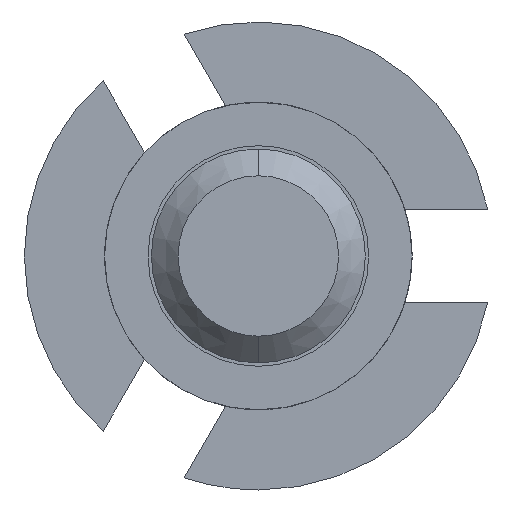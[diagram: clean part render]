
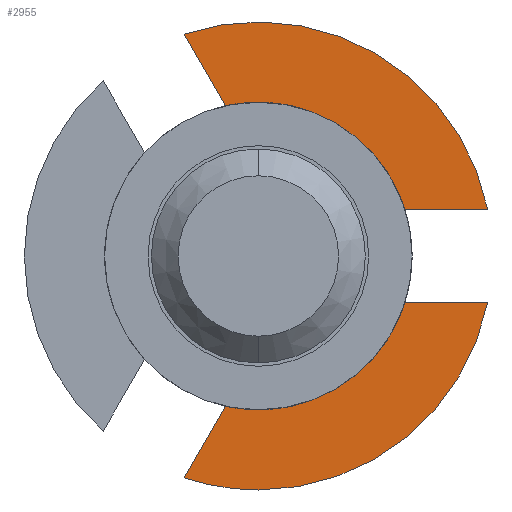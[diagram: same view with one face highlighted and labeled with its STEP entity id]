
A CAD part, front view. The second image highlights one B-rep face of the part: STEP entity #2955.
In plain terms, the highlighted planar face has unit normal (0, -1, 0).
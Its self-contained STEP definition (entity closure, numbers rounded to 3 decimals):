
#22 = CARTESIAN_POINT ( 'NONE',  ( 0., 5.5, 0. ) ) ;
#70 = VERTEX_POINT ( 'NONE', #952 ) ;
#132 = EDGE_CURVE ( 'Defeature ausgef�hrt4_43+Defeature ausgef�hrt4_40+Defeature ausgef�hrt4_42+Defeature ausgef�hrt4_39', #1413, #1514, #466, .T. ) ;
#215 = CIRCLE ( 'NONE', #3605, 1.75 ) ;
#284 = DIRECTION ( 'NONE',  ( 0.492, 0., -0.87 ) ) ;
#328 = DIRECTION ( 'NONE',  ( 1., 0., 0. ) ) ;
#336 = DIRECTION ( 'NONE',  ( 1., 0., 0. ) ) ;
#398 = LINE ( 'NONE', #4399, #1213 ) ;
#424 = EDGE_CURVE ( 'Defeature ausgef�hrt4_32+Defeature ausgef�hrt4_40+Defeature ausgef�hrt4_31+Defeature ausgef�hrt4_33', #4254, #2039, #1174, .T. ) ;
#449 = EDGE_CURVE ( 'Defeature ausgef�hrt4_35+Defeature ausgef�hrt4_40+Defeature ausgef�hrt4_33+Defeature ausgef�hrt4_41', #70, #862, #1946, .T. ) ;
#466 = LINE ( 'NONE', #3889, #3034 ) ;
#506 = EDGE_CURVE ( 'Defeature ausgef�hrt4_41+Defeature ausgef�hrt4_40+Defeature ausgef�hrt4_35+Defeature ausgef�hrt4_42', #862, #1602, #2609, .T. ) ;
#567 = EDGE_CURVE ( 'Defeature ausgef�hrt4_38+Defeature ausgef�hrt4_40+Defeature ausgef�hrt4_39+Defeature ausgef�hrt4_29', #4164, #1760, #1835, .T. ) ;
#675 = PLANE ( 'NONE',  #3004 ) ;
#687 = EDGE_CURVE ( 'Defeature ausgef�hrt4_40+Defeature ausgef�hrt4_29+Defeature ausgef�hrt4_30+Defeature ausgef�hrt4_38', #3153, #1760, #215, .T. ) ;
#730 = CARTESIAN_POINT ( 'NONE',  ( 0., 5.5, 0. ) ) ;
#753 = CARTESIAN_POINT ( 'NONE',  ( 0., 5.5, 1.078 ) ) ;
#770 = DIRECTION ( 'NONE',  ( 0., 0., -1. ) ) ;
#785 = CARTESIAN_POINT ( 'NONE',  ( 0., 5.5, -1.078 ) ) ;
#862 = VERTEX_POINT ( 'NONE', #4382 ) ;
#890 = CIRCLE ( 'NONE', #2424, 1.75 ) ;
#936 = CARTESIAN_POINT ( 'NONE',  ( 0.303, 5.5, -0.175 ) ) ;
#952 = CARTESIAN_POINT ( 'NONE',  ( -0.554, 5.5, -1.66 ) ) ;
#954 = ORIENTED_EDGE ( 'NONE', *, *, #132, .F. ) ;
#1028 = DIRECTION ( 'NONE',  ( 0., -1., 0. ) ) ;
#1131 = ORIENTED_EDGE ( 'NONE', *, *, #687, .T. ) ;
#1151 = EDGE_CURVE ( 'Defeature ausgef�hrt4_40+Defeature ausgef�hrt4_33+Defeature ausgef�hrt4_35+Defeature ausgef�hrt4_32', #1916, #2039, #4035, .T. ) ;
#1174 = LINE ( 'NONE', #4455, #2054 ) ;
#1213 = VECTOR ( 'NONE', #770, 1000. ) ;
#1245 = CARTESIAN_POINT ( 'NONE',  ( 0., 5.5, 1.078 ) ) ;
#1305 = CARTESIAN_POINT ( 'NONE',  ( 0.303, 5.5, 0.175 ) ) ;
#1314 = CARTESIAN_POINT ( 'NONE',  ( 0., 5.5, 0. ) ) ;
#1413 = VERTEX_POINT ( 'NONE', #4504 ) ;
#1421 = EDGE_CURVE ( 'Defeature ausgef�hrt4_39+Defeature ausgef�hrt4_40+Defeature ausgef�hrt4_43+Defeature ausgef�hrt4_38', #1514, #4164, #3600, .T. ) ;
#1437 = DIRECTION ( 'NONE',  ( 1., 0., 0. ) ) ;
#1514 = VERTEX_POINT ( 'NONE', #753 ) ;
#1602 = VERTEX_POINT ( 'NONE', #3969 ) ;
#1656 = CARTESIAN_POINT ( 'NONE',  ( -0.108, 5.5, 0.887 ) ) ;
#1666 = DIRECTION ( 'NONE',  ( -0.5, 0., 0.866 ) ) ;
#1677 = DIRECTION ( 'NONE',  ( 0., -1., 0. ) ) ;
#1760 = VERTEX_POINT ( 'NONE', #2633 ) ;
#1801 = VECTOR ( 'NONE', #2134, 1000. ) ;
#1807 = DIRECTION ( 'NONE',  ( 0., -1., 0. ) ) ;
#1835 = LINE ( 'NONE', #1305, #3394 ) ;
#1916 = VERTEX_POINT ( 'NONE', #3107 ) ;
#1946 = LINE ( 'NONE', #936, #3564 ) ;
#2039 = VERTEX_POINT ( 'NONE', #4248 ) ;
#2047 = DIRECTION ( 'NONE',  ( 1., 0., 0. ) ) ;
#2054 = VECTOR ( 'NONE', #4467, 1000. ) ;
#2062 = DIRECTION ( 'NONE',  ( -0.492, 0., -0.87 ) ) ;
#2090 = ORIENTED_EDGE ( 'NONE', *, *, #1151, .T. ) ;
#2105 = ORIENTED_EDGE ( 'NONE', *, *, #1421, .F. ) ;
#2119 = CARTESIAN_POINT ( 'NONE',  ( 0., 5.5, 0.35 ) ) ;
#2131 = VECTOR ( 'NONE', #2553, 1000. ) ;
#2134 = DIRECTION ( 'NONE',  ( -1., 0., 0. ) ) ;
#2145 = DIRECTION ( 'NONE',  ( -0.492, 0., 0.87 ) ) ;
#2146 = EDGE_CURVE ( 'Defeature ausgef�hrt4_40+Defeature ausgef�hrt4_33+Defeature ausgef�hrt4_35+Defeature ausgef�hrt4_32', #70, #1916, #890, .T. ) ;
#2323 = CARTESIAN_POINT ( 'NONE',  ( 0.8, 5.5, 0.35 ) ) ;
#2424 = AXIS2_PLACEMENT_3D ( 'NONE', #730, #1807, #1437 ) ;
#2537 = EDGE_CURVE ( 'Defeature ausgef�hrt4_42+Defeature ausgef�hrt4_40+Defeature ausgef�hrt4_41+Defeature ausgef�hrt4_43', #1602, #1413, #3191, .T. ) ;
#2553 = DIRECTION ( 'NONE',  ( 0.492, 0., 0.87 ) ) ;
#2585 = CARTESIAN_POINT ( 'NONE',  ( 1.715, 5.5, 0.35 ) ) ;
#2609 = LINE ( 'NONE', #3815, #3679 ) ;
#2633 = CARTESIAN_POINT ( 'NONE',  ( -0.554, 5.5, 1.66 ) ) ;
#2637 = VECTOR ( 'NONE', #2062, 1000. ) ;
#2672 = DIRECTION ( 'NONE',  ( 0.5, 0., 0.866 ) ) ;
#2788 = LINE ( 'NONE', #2119, #1801 ) ;
#2915 = FACE_OUTER_BOUND ( 'NONE', #3777, .T. ) ;
#2955 = ADVANCED_FACE ( 'Defeature ausgef�hrt4_40', ( #2915 ), #675, .T. ) ;
#3004 = AXIS2_PLACEMENT_3D ( 'NONE', #1314, #1677, #2047 ) ;
#3034 = VECTOR ( 'NONE', #2145, 1000. ) ;
#3039 = ORIENTED_EDGE ( 'NONE', *, *, #506, .F. ) ;
#3042 = ORIENTED_EDGE ( 'NONE', *, *, #567, .F. ) ;
#3107 = CARTESIAN_POINT ( 'NONE',  ( 0., 5.5, -1.75 ) ) ;
#3153 = VERTEX_POINT ( 'NONE', #2585 ) ;
#3191 = LINE ( 'NONE', #785, #2131 ) ;
#3328 = ORIENTED_EDGE ( 'NONE', *, *, #3461, .F. ) ;
#3394 = VECTOR ( 'NONE', #1666, 1000. ) ;
#3461 = EDGE_CURVE ( 'Defeature ausgef�hrt4_31+Defeature ausgef�hrt4_40+Defeature ausgef�hrt4_30+Defeature ausgef�hrt4_32', #3615, #4254, #398, .T. ) ;
#3564 = VECTOR ( 'NONE', #2672, 1000. ) ;
#3566 = DIRECTION ( 'NONE',  ( 0., -1., 0. ) ) ;
#3568 = AXIS2_PLACEMENT_3D ( 'NONE', #4562, #1028, #336 ) ;
#3579 = ORIENTED_EDGE ( 'NONE', *, *, #4323, .F. ) ;
#3600 = LINE ( 'NONE', #1245, #2637 ) ;
#3605 = AXIS2_PLACEMENT_3D ( 'NONE', #22, #3566, #328 ) ;
#3615 = VERTEX_POINT ( 'NONE', #2323 ) ;
#3679 = VECTOR ( 'NONE', #284, 1000. ) ;
#3777 = EDGE_LOOP ( 'NONE', ( #3877, #4436, #2090, #3891, #3328, #3579, #1131, #3042, #2105, #954, #3893, #3039 ) ) ;
#3815 = CARTESIAN_POINT ( 'NONE',  ( -0.61, 5.5, 0. ) ) ;
#3877 = ORIENTED_EDGE ( 'NONE', *, *, #449, .F. ) ;
#3889 = CARTESIAN_POINT ( 'NONE',  ( 0.61, 5.5, 0. ) ) ;
#3891 = ORIENTED_EDGE ( 'NONE', *, *, #424, .F. ) ;
#3893 = ORIENTED_EDGE ( 'NONE', *, *, #2537, .F. ) ;
#3910 = CARTESIAN_POINT ( 'NONE',  ( 0.8, 5.5, -0.35 ) ) ;
#3969 = CARTESIAN_POINT ( 'NONE',  ( 0., 5.5, -1.078 ) ) ;
#4035 = CIRCLE ( 'NONE', #3568, 1.75 ) ;
#4164 = VERTEX_POINT ( 'NONE', #1656 ) ;
#4248 = CARTESIAN_POINT ( 'NONE',  ( 1.715, 5.5, -0.35 ) ) ;
#4254 = VERTEX_POINT ( 'NONE', #3910 ) ;
#4323 = EDGE_CURVE ( 'Defeature ausgef�hrt4_30+Defeature ausgef�hrt4_40+Defeature ausgef�hrt4_29+Defeature ausgef�hrt4_31', #3153, #3615, #2788, .T. ) ;
#4382 = CARTESIAN_POINT ( 'NONE',  ( -0.108, 5.5, -0.887 ) ) ;
#4399 = CARTESIAN_POINT ( 'NONE',  ( 0.8, 5.5, 0. ) ) ;
#4436 = ORIENTED_EDGE ( 'NONE', *, *, #2146, .T. ) ;
#4455 = CARTESIAN_POINT ( 'NONE',  ( 0., 5.5, -0.35 ) ) ;
#4467 = DIRECTION ( 'NONE',  ( 1., 0., 0. ) ) ;
#4504 = CARTESIAN_POINT ( 'NONE',  ( 0.61, 5.5, 0. ) ) ;
#4562 = CARTESIAN_POINT ( 'NONE',  ( 0., 5.5, 0. ) ) ;
